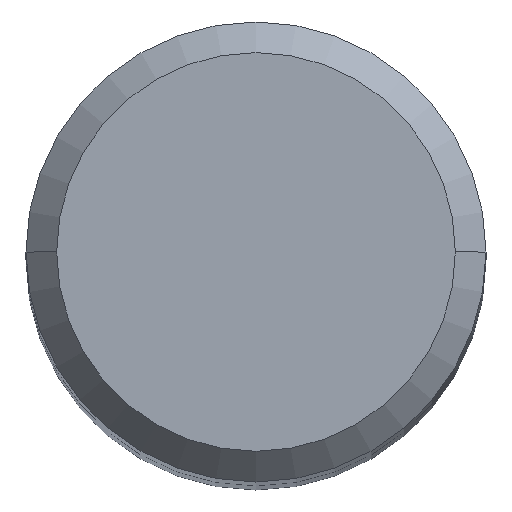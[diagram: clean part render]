
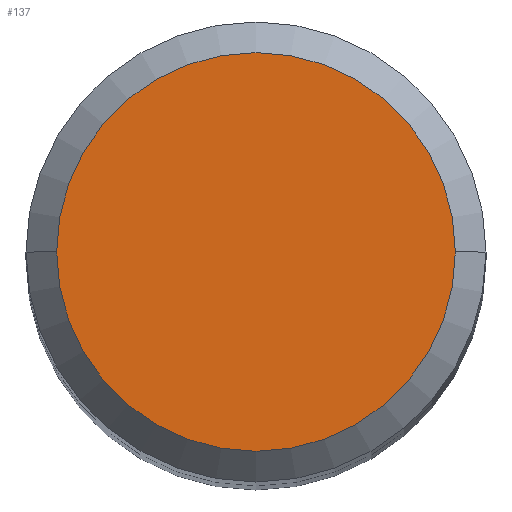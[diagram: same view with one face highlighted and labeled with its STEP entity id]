
A CAD part, top view. The second image highlights one B-rep face of the part: STEP entity #137.
In plain terms, the highlighted planar face has unit normal (0, 0, 1).
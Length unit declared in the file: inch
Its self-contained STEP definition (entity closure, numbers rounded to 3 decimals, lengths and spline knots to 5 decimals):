
#4 = ORIENTED_EDGE ( 'NONE', *, *, #346, .T. ) ;
#39 = VERTEX_POINT ( 'NONE', #201 ) ;
#49 = DIRECTION ( 'NONE',  ( -1., 0., 0. ) ) ;
#51 = DIRECTION ( 'NONE',  ( 0., 0., 1. ) ) ;
#76 = AXIS2_PLACEMENT_3D ( 'NONE', #144, #51, #342 ) ;
#103 = EDGE_CURVE ( 'NONE', #39, #279, #193, .T. ) ;
#106 = EDGE_LOOP ( 'NONE', ( #379, #4 ) ) ;
#107 = CARTESIAN_POINT ( 'NONE',  ( 0., 0., 0. ) ) ;
#129 = CIRCLE ( 'NONE', #244, 0.20315 ) ;
#135 = DIRECTION ( 'NONE',  ( 0., 0., 1. ) ) ;
#137 = ADVANCED_FACE ( 'NONE', ( #261 ), #374, .F. ) ;
#144 = CARTESIAN_POINT ( 'NONE',  ( 0., 0., 0. ) ) ;
#193 = CIRCLE ( 'NONE', #76, 0.20315 ) ;
#198 = DIRECTION ( 'NONE',  ( 0., 0., -1. ) ) ;
#201 = CARTESIAN_POINT ( 'NONE',  ( -0.20315, 0., 0. ) ) ;
#211 = AXIS2_PLACEMENT_3D ( 'NONE', #107, #198, #49 ) ;
#235 = DIRECTION ( 'NONE',  ( 1., 0., 0. ) ) ;
#244 = AXIS2_PLACEMENT_3D ( 'NONE', #376, #135, #235 ) ;
#261 = FACE_OUTER_BOUND ( 'NONE', #106, .T. ) ;
#270 = CARTESIAN_POINT ( 'NONE',  ( 0.20315, 0., 0. ) ) ;
#279 = VERTEX_POINT ( 'NONE', #270 ) ;
#342 = DIRECTION ( 'NONE',  ( 1., 0., 0. ) ) ;
#346 = EDGE_CURVE ( 'NONE', #279, #39, #129, .T. ) ;
#374 = PLANE ( 'NONE',  #211 ) ;
#376 = CARTESIAN_POINT ( 'NONE',  ( 0., 0., 0. ) ) ;
#379 = ORIENTED_EDGE ( 'NONE', *, *, #103, .T. ) ;
